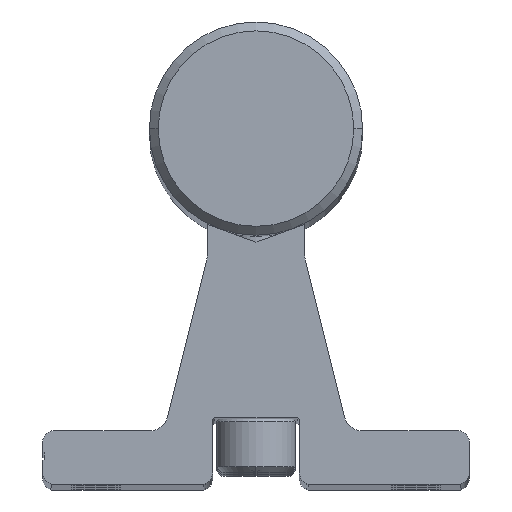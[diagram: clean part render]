
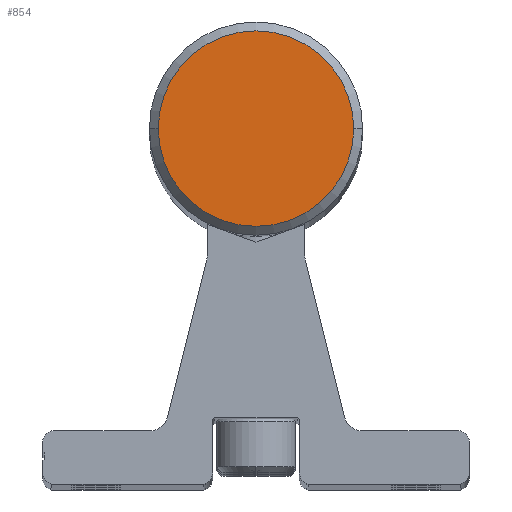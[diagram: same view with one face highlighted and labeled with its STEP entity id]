
A CAD part, top view. The second image highlights one B-rep face of the part: STEP entity #854.
In plain terms, the highlighted planar face has unit normal (0, 0, 1).
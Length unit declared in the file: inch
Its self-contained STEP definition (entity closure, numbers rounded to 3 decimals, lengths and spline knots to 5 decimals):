
#242 = CARTESIAN_POINT ( 'NONE',  ( 0., 2.5, 0. ) ) ;
#303 = CARTESIAN_POINT ( 'NONE',  ( -0.6875, 2.5, 0. ) ) ;
#537 = AXIS2_PLACEMENT_3D ( 'NONE', #242, #1518, #3130 ) ;
#562 = CARTESIAN_POINT ( 'NONE',  ( 0.6875, 2.5, 0. ) ) ;
#795 = EDGE_LOOP ( 'NONE', ( #2361, #2691 ) ) ;
#854 = ADVANCED_FACE ( 'NONE', ( #3038 ), #3897, .T. ) ;
#1504 = DIRECTION ( 'NONE',  ( 1., 0., 0. ) ) ;
#1518 = DIRECTION ( 'NONE',  ( 0., 0., 1. ) ) ;
#1726 = AXIS2_PLACEMENT_3D ( 'NONE', #2667, #4727, #1504 ) ;
#2361 = ORIENTED_EDGE ( 'NONE', *, *, #3276, .T. ) ;
#2615 = VERTEX_POINT ( 'NONE', #303 ) ;
#2667 = CARTESIAN_POINT ( 'NONE',  ( 0., 2.5, 0. ) ) ;
#2691 = ORIENTED_EDGE ( 'NONE', *, *, #4974, .T. ) ;
#2916 = DIRECTION ( 'NONE',  ( 0., 0., 1. ) ) ;
#2987 = CIRCLE ( 'NONE', #537, 0.6875 ) ;
#3038 = FACE_OUTER_BOUND ( 'NONE', #795, .T. ) ;
#3130 = DIRECTION ( 'NONE',  ( 1., 0., 0. ) ) ;
#3276 = EDGE_CURVE ( 'NONE', #2615, #3292, #5096, .T. ) ;
#3292 = VERTEX_POINT ( 'NONE', #562 ) ;
#3897 = PLANE ( 'NONE',  #1726 ) ;
#4576 = CARTESIAN_POINT ( 'NONE',  ( 0., 2.5, 0. ) ) ;
#4727 = DIRECTION ( 'NONE',  ( 0., 0., 1. ) ) ;
#4974 = EDGE_CURVE ( 'NONE', #3292, #2615, #2987, .T. ) ;
#5005 = DIRECTION ( 'NONE',  ( 1., 0., 0. ) ) ;
#5096 = CIRCLE ( 'NONE', #5183, 0.6875 ) ;
#5183 = AXIS2_PLACEMENT_3D ( 'NONE', #4576, #2916, #5005 ) ;
